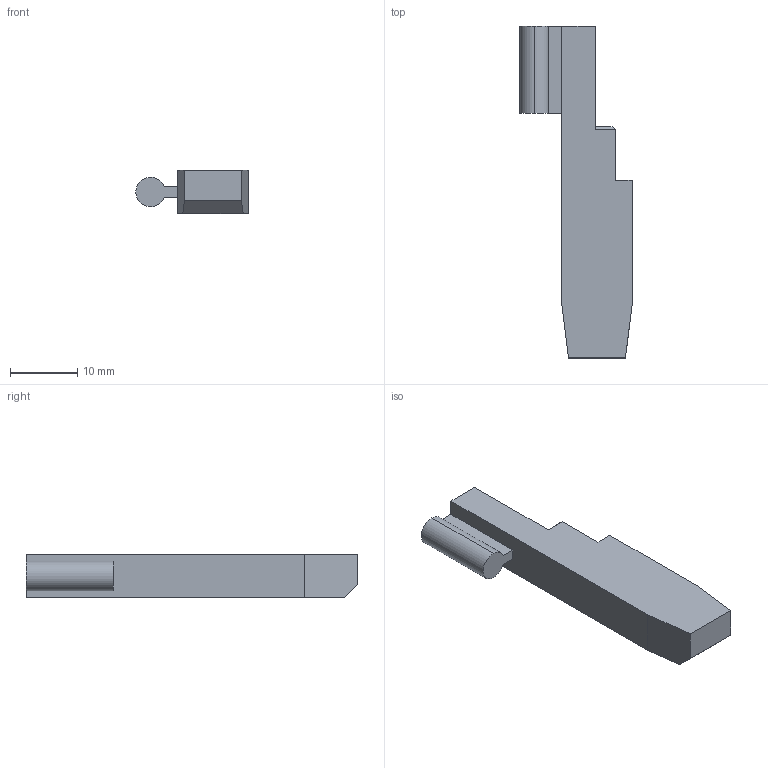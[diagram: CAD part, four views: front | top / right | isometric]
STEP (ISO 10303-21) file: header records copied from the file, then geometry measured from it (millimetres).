
FILE_DESCRIPTION (( 'STEP AP203' ), '1' );
FILE_NAME ('Pin do zamkniêcia pojmenika.STEP', '2025-02-12T23:52:22', ( '' ), ( '' ), 'SwSTEP 2.0', 'SolidWorks 2024', '' );
FILE_SCHEMA (( 'CONFIG_CONTROL_DESIGN' ));
Length unit declared in the file: millimetre
Products named in the file (1): Pin do zamknięcia pojmenika
Bounding box: 16.75 x 49.5 x 6.5 mm (x, y, z)
Volume: 2879.6 mm3; surface area: 1794.3 mm2
Topology: 1 solids, 1 shells, 22 faces, 58 edges, 38 vertices
Faces by surface type: plane 19, cylinder 3
Entity records: 749 total; most frequent: CARTESIAN_POINT 119, ORIENTED_EDGE 116, DIRECTION 110, EDGE_CURVE 58, VECTOR 52, LINE 52, VERTEX_POINT 38, AXIS2_PLACEMENT_3D 29
